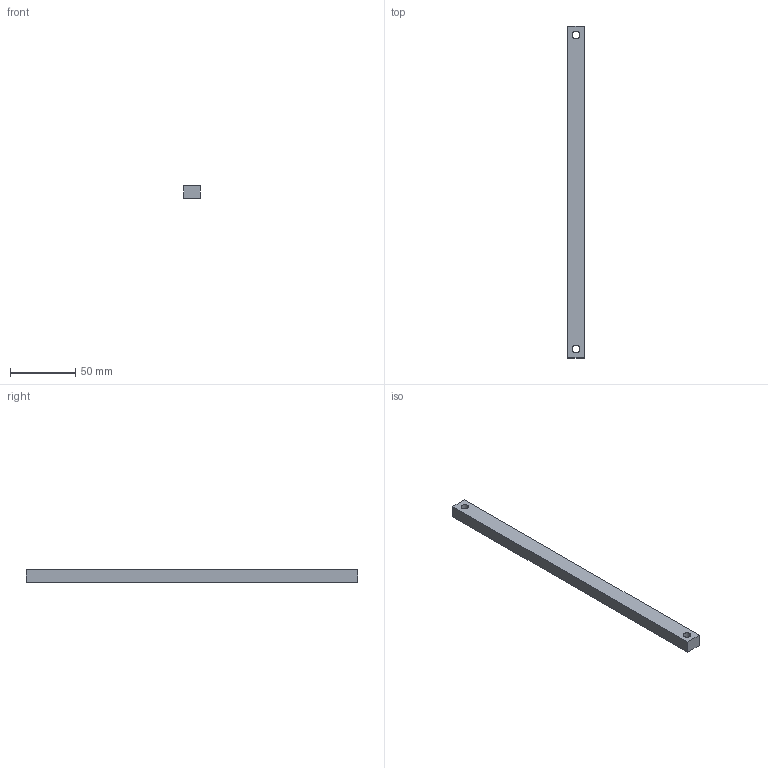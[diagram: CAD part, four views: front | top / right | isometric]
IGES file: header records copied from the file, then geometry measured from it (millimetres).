
Start section: SolidWorks IGES file using analytic representation for surfaces
Global section: file name: D1101160_aLIGO_MC_Tube_Baffle_Rect_Brace_MCA3.IGS; native system: SolidWorks 2010; preprocessor: SolidWorks 2010; author: tnguyen; date: 110801.143923; units: inch
Bounding box: 12.7 x 254 x 9.53 mm (x, y, z)
Surface area: 11769.2 mm2 (no closed solid volume)
Topology: 0 solids, 0 shells, 10 faces, 168 edges, 168 vertices
Faces by surface type: bspline 6, revolution 4
